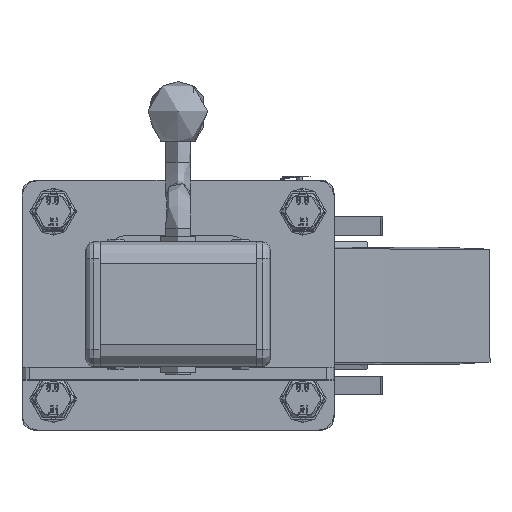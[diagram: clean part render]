
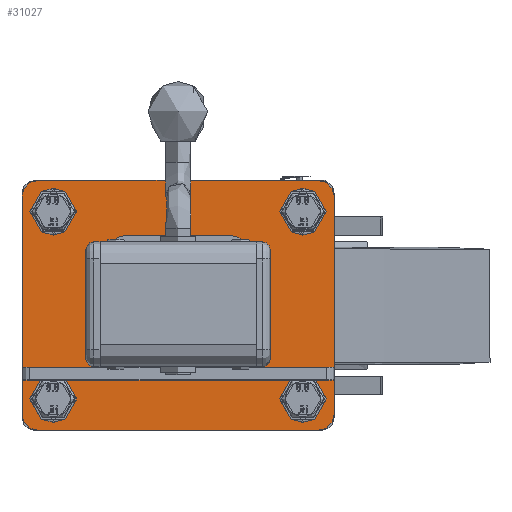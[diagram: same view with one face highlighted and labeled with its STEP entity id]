
A CAD part, top view. The second image highlights one B-rep face of the part: STEP entity #31027.
In plain terms, the highlighted planar face has unit normal (0, 0, 1).
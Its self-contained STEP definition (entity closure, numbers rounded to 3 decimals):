
#949=FACE_BOUND('',#6264,.T.);
#950=FACE_BOUND('',#6265,.T.);
#951=FACE_BOUND('',#6266,.T.);
#952=FACE_BOUND('',#6267,.T.);
#953=FACE_BOUND('',#6268,.T.);
#1296=PLANE('',#34001);
#2629=CIRCLE('',#33956,8.1);
#2631=CIRCLE('',#33959,8.1);
#2633=CIRCLE('',#33962,8.1);
#2635=CIRCLE('',#33965,8.1);
#2637=CIRCLE('',#33969,6.);
#2639=CIRCLE('',#33973,6.);
#2641=CIRCLE('',#33977,6.);
#2652=CIRCLE('',#34000,6.);
#2653=CIRCLE('',#34002,10.);
#2654=CIRCLE('',#34003,10.);
#2655=CIRCLE('',#34004,10.);
#2656=CIRCLE('',#34005,10.);
#4276=FACE_OUTER_BOUND('',#6263,.T.);
#6263=EDGE_LOOP('',(#23659,#23660,#23661,#23662,#23663,#23664,#23665,#23666));
#6264=EDGE_LOOP('',(#23667,#23668,#23669,#23670,#23671,#23672,#23673,#23674));
#6265=EDGE_LOOP('',(#23675));
#6266=EDGE_LOOP('',(#23676));
#6267=EDGE_LOOP('',(#23677));
#6268=EDGE_LOOP('',(#23678));
#9673=LINE('',#64006,#11422);
#9678=LINE('',#64020,#11427);
#9682=LINE('',#64032,#11431);
#9686=LINE('',#64044,#11435);
#9705=LINE('',#64106,#11454);
#9706=LINE('',#64110,#11455);
#9707=LINE('',#64114,#11456);
#9708=LINE('',#64117,#11457);
#11422=VECTOR('',#39013,1000.);
#11427=VECTOR('',#39026,1000.);
#11431=VECTOR('',#39038,1000.);
#11435=VECTOR('',#39050,1000.);
#11454=VECTOR('',#39115,1000.);
#11455=VECTOR('',#39118,1000.);
#11456=VECTOR('',#39121,1000.);
#11457=VECTOR('',#39124,1000.);
#13617=VERTEX_POINT('',#63980);
#13619=VERTEX_POINT('',#63986);
#13621=VERTEX_POINT('',#63992);
#13623=VERTEX_POINT('',#63998);
#13625=VERTEX_POINT('',#64004);
#13626=VERTEX_POINT('',#64005);
#13629=VERTEX_POINT('',#64013);
#13631=VERTEX_POINT('',#64019);
#13633=VERTEX_POINT('',#64025);
#13635=VERTEX_POINT('',#64031);
#13637=VERTEX_POINT('',#64037);
#13639=VERTEX_POINT('',#64043);
#13657=VERTEX_POINT('',#64102);
#13658=VERTEX_POINT('',#64103);
#13659=VERTEX_POINT('',#64105);
#13660=VERTEX_POINT('',#64107);
#13661=VERTEX_POINT('',#64109);
#13662=VERTEX_POINT('',#64111);
#13663=VERTEX_POINT('',#64113);
#13664=VERTEX_POINT('',#64115);
#17185=EDGE_CURVE('',#13617,#13617,#2629,.T.);
#17188=EDGE_CURVE('',#13619,#13619,#2631,.T.);
#17191=EDGE_CURVE('',#13621,#13621,#2633,.T.);
#17194=EDGE_CURVE('',#13623,#13623,#2635,.T.);
#17197=EDGE_CURVE('',#13625,#13626,#9673,.T.);
#17201=EDGE_CURVE('',#13626,#13629,#2637,.T.);
#17204=EDGE_CURVE('',#13629,#13631,#9678,.T.);
#17207=EDGE_CURVE('',#13631,#13633,#2639,.T.);
#17210=EDGE_CURVE('',#13633,#13635,#9682,.T.);
#17213=EDGE_CURVE('',#13635,#13637,#2641,.T.);
#17216=EDGE_CURVE('',#13637,#13639,#9686,.T.);
#17244=EDGE_CURVE('',#13639,#13625,#2652,.T.);
#17245=EDGE_CURVE('',#13657,#13658,#2653,.T.);
#17246=EDGE_CURVE('',#13659,#13657,#9705,.T.);
#17247=EDGE_CURVE('',#13660,#13659,#2654,.T.);
#17248=EDGE_CURVE('',#13661,#13660,#9706,.T.);
#17249=EDGE_CURVE('',#13662,#13661,#2655,.T.);
#17250=EDGE_CURVE('',#13663,#13662,#9707,.T.);
#17251=EDGE_CURVE('',#13664,#13663,#2656,.T.);
#17252=EDGE_CURVE('',#13658,#13664,#9708,.T.);
#23659=ORIENTED_EDGE('',*,*,#17245,.F.);
#23660=ORIENTED_EDGE('',*,*,#17246,.F.);
#23661=ORIENTED_EDGE('',*,*,#17247,.F.);
#23662=ORIENTED_EDGE('',*,*,#17248,.F.);
#23663=ORIENTED_EDGE('',*,*,#17249,.F.);
#23664=ORIENTED_EDGE('',*,*,#17250,.F.);
#23665=ORIENTED_EDGE('',*,*,#17251,.F.);
#23666=ORIENTED_EDGE('',*,*,#17252,.F.);
#23667=ORIENTED_EDGE('',*,*,#17244,.T.);
#23668=ORIENTED_EDGE('',*,*,#17197,.T.);
#23669=ORIENTED_EDGE('',*,*,#17201,.T.);
#23670=ORIENTED_EDGE('',*,*,#17204,.T.);
#23671=ORIENTED_EDGE('',*,*,#17207,.T.);
#23672=ORIENTED_EDGE('',*,*,#17210,.T.);
#23673=ORIENTED_EDGE('',*,*,#17213,.T.);
#23674=ORIENTED_EDGE('',*,*,#17216,.T.);
#23675=ORIENTED_EDGE('',*,*,#17185,.T.);
#23676=ORIENTED_EDGE('',*,*,#17188,.T.);
#23677=ORIENTED_EDGE('',*,*,#17191,.T.);
#23678=ORIENTED_EDGE('',*,*,#17194,.T.);
#31027=ADVANCED_FACE('',(#4276,#949,#950,#951,#952,#953),#1296,.T.);
#33956=AXIS2_PLACEMENT_3D('',#63981,#38985,#38986);
#33959=AXIS2_PLACEMENT_3D('',#63987,#38992,#38993);
#33962=AXIS2_PLACEMENT_3D('',#63993,#38999,#39000);
#33965=AXIS2_PLACEMENT_3D('',#63999,#39006,#39007);
#33969=AXIS2_PLACEMENT_3D('',#64014,#39019,#39020);
#33973=AXIS2_PLACEMENT_3D('',#64026,#39031,#39032);
#33977=AXIS2_PLACEMENT_3D('',#64038,#39043,#39044);
#34000=AXIS2_PLACEMENT_3D('',#64100,#39109,#39110);
#34001=AXIS2_PLACEMENT_3D('',#64101,#39111,#39112);
#34002=AXIS2_PLACEMENT_3D('',#64104,#39113,#39114);
#34003=AXIS2_PLACEMENT_3D('',#64108,#39116,#39117);
#34004=AXIS2_PLACEMENT_3D('',#64112,#39119,#39120);
#34005=AXIS2_PLACEMENT_3D('',#64116,#39122,#39123);
#38985=DIRECTION('center_axis',(0.,0.,-1.));
#38986=DIRECTION('ref_axis',(1.,0.,0.));
#38992=DIRECTION('center_axis',(0.,0.,-1.));
#38993=DIRECTION('ref_axis',(1.,0.,0.));
#38999=DIRECTION('center_axis',(0.,0.,-1.));
#39000=DIRECTION('ref_axis',(1.,0.,0.));
#39006=DIRECTION('center_axis',(0.,0.,-1.));
#39007=DIRECTION('ref_axis',(1.,0.,0.));
#39013=DIRECTION('',(0.,1.,0.));
#39019=DIRECTION('center_axis',(0.,0.,-1.));
#39020=DIRECTION('ref_axis',(-1.,0.,0.));
#39026=DIRECTION('',(1.,0.,0.));
#39031=DIRECTION('center_axis',(0.,0.,-1.));
#39032=DIRECTION('ref_axis',(0.,1.,0.));
#39038=DIRECTION('',(0.,-1.,0.));
#39043=DIRECTION('center_axis',(0.,0.,-1.));
#39044=DIRECTION('ref_axis',(1.,0.,0.));
#39050=DIRECTION('',(-1.,0.,0.));
#39109=DIRECTION('center_axis',(0.,0.,-1.));
#39110=DIRECTION('ref_axis',(0.,-1.,0.));
#39111=DIRECTION('center_axis',(0.,0.,1.));
#39112=DIRECTION('ref_axis',(1.,0.,0.));
#39113=DIRECTION('center_axis',(0.,0.,-1.));
#39114=DIRECTION('ref_axis',(0.,-1.,0.));
#39115=DIRECTION('',(-1.,0.,0.));
#39116=DIRECTION('center_axis',(0.,0.,-1.));
#39117=DIRECTION('ref_axis',(1.,0.,0.));
#39118=DIRECTION('',(0.,-1.,0.));
#39119=DIRECTION('center_axis',(0.,0.,-1.));
#39120=DIRECTION('ref_axis',(0.,1.,0.));
#39121=DIRECTION('',(1.,0.,0.));
#39122=DIRECTION('center_axis',(0.,0.,-1.));
#39123=DIRECTION('ref_axis',(-1.,0.,0.));
#39124=DIRECTION('',(0.,1.,0.));
#63980=CARTESIAN_POINT('',(-88.1,-60.,0.));
#63981=CARTESIAN_POINT('Origin',(-80.,-60.,0.));
#63986=CARTESIAN_POINT('',(71.9,-60.,0.));
#63987=CARTESIAN_POINT('Origin',(80.,-60.,0.));
#63992=CARTESIAN_POINT('',(71.9,60.,0.));
#63993=CARTESIAN_POINT('Origin',(80.,60.,0.));
#63998=CARTESIAN_POINT('',(-88.1,60.,0.));
#63999=CARTESIAN_POINT('Origin',(-80.,60.,0.));
#64004=CARTESIAN_POINT('',(-35.,-29.,0.));
#64005=CARTESIAN_POINT('',(-35.,29.,0.));
#64006=CARTESIAN_POINT('',(-35.,-35.,0.));
#64013=CARTESIAN_POINT('',(-29.,35.,0.));
#64014=CARTESIAN_POINT('Origin',(-29.,29.,0.));
#64019=CARTESIAN_POINT('',(29.,35.,0.));
#64020=CARTESIAN_POINT('',(-35.,35.,0.));
#64025=CARTESIAN_POINT('',(35.,29.,0.));
#64026=CARTESIAN_POINT('Origin',(29.,29.,0.));
#64031=CARTESIAN_POINT('',(35.,-29.,0.));
#64032=CARTESIAN_POINT('',(35.,35.,0.));
#64037=CARTESIAN_POINT('',(29.,-35.,0.));
#64038=CARTESIAN_POINT('Origin',(29.,-29.,0.));
#64043=CARTESIAN_POINT('',(-29.,-35.,0.));
#64044=CARTESIAN_POINT('',(35.,-35.,0.));
#64100=CARTESIAN_POINT('Origin',(-29.,-29.,0.));
#64101=CARTESIAN_POINT('Origin',(0.,0.,0.));
#64102=CARTESIAN_POINT('',(-90.,-80.,0.));
#64103=CARTESIAN_POINT('',(-100.,-70.,0.));
#64104=CARTESIAN_POINT('Origin',(-90.,-70.,0.));
#64105=CARTESIAN_POINT('',(90.,-80.,0.));
#64106=CARTESIAN_POINT('',(90.,-80.,0.));
#64107=CARTESIAN_POINT('',(100.,-70.,0.));
#64108=CARTESIAN_POINT('Origin',(90.,-70.,0.));
#64109=CARTESIAN_POINT('',(100.,70.,0.));
#64110=CARTESIAN_POINT('',(100.,70.,0.));
#64111=CARTESIAN_POINT('',(90.,80.,0.));
#64112=CARTESIAN_POINT('Origin',(90.,70.,0.));
#64113=CARTESIAN_POINT('',(-90.,80.,0.));
#64114=CARTESIAN_POINT('',(-90.,80.,0.));
#64115=CARTESIAN_POINT('',(-100.,70.,0.));
#64116=CARTESIAN_POINT('Origin',(-90.,70.,0.));
#64117=CARTESIAN_POINT('',(-100.,-70.,0.));
